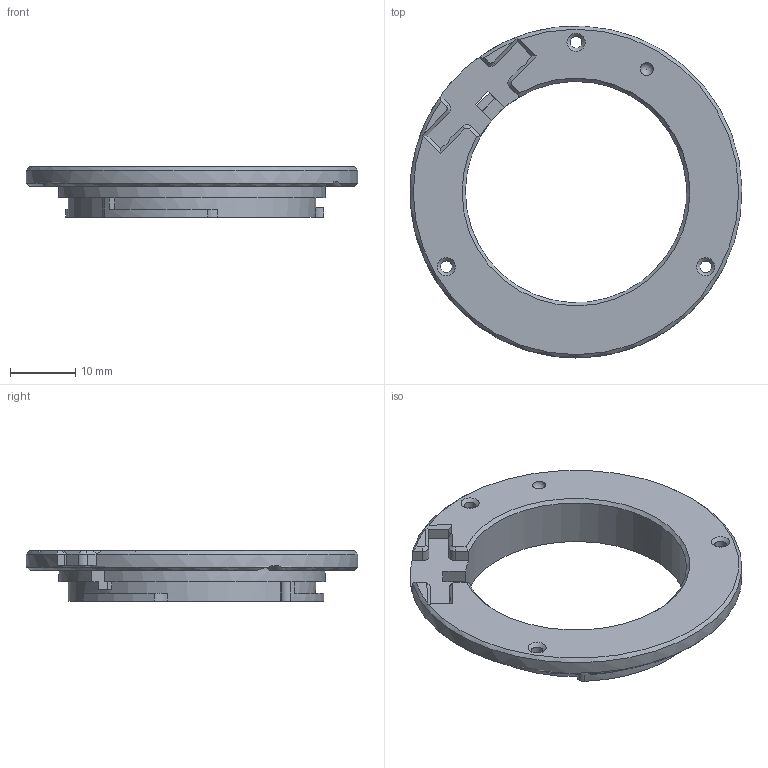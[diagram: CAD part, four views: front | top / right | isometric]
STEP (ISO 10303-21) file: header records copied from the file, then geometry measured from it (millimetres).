
FILE_DESCRIPTION(/* description */ (''),/* implementation_level */ '2;1');
FILE_NAME(/* name */ 'mountLensBase_PENF',/* time_stamp */ '2023-09-29T16:31:28-04:00',/* author */ ('George'),/* organization */ ('Archive 663'),/* preprocessor_version */ 'ST-DEVELOPER v16.7',/* originating_system */ 'Solid Edge',/* authorisation */ 'Unknown');
FILE_SCHEMA (('AUTOMOTIVE_DESIGN {1 0 10303 214 3 1 1}'));
Length unit declared in the file: millimetre
Products named in the file (2): mountLensBase_PENF
Assembly tree (1 placements, depth 2):
  mountLensBase_PENF
    mountLensBase_PENF
Bounding box: 50.99 x 51 x 7.75 mm (x, y, z)
Volume: 4452.4 mm3; surface area: 4237.7 mm2
Topology: 1 solids, 1 shells, 83 faces, 233 edges, 149 vertices
Faces by surface type: plane 42, cylinder 25, cone 15, sphere 1
Full cylindrical faces by diameter (mm): 1.8 x3, 34 x1, 51 x1
Entity records: 2646 total; most frequent: CARTESIAN_POINT 509, DIRECTION 453, ORIENTED_EDGE 424, EDGE_CURVE 212, AXIS2_PLACEMENT_3D 176, VERTEX_POINT 140, EDGE_LOOP 102, FACE_BOUND 102
